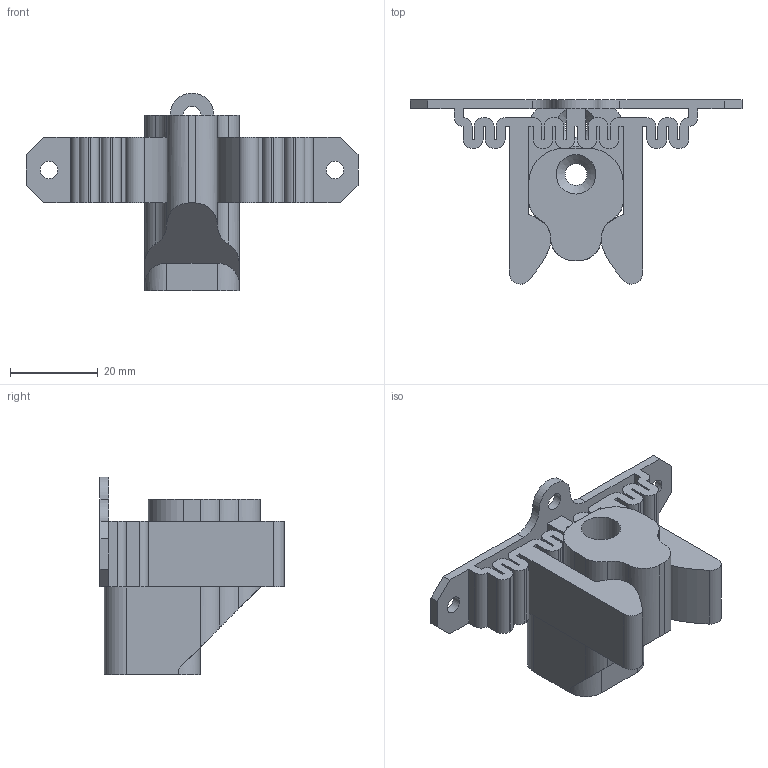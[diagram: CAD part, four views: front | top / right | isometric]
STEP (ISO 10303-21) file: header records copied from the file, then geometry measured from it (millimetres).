
FILE_DESCRIPTION(/* description */ (''),/* implementation_level */ '2;1');
FILE_NAME(/* name */ 'latch v8.step',/* time_stamp */ '2024-09-19T13:57:13-06:00',/* author */ (''),/* organization */ (''),/* preprocessor_version */ 'ST-DEVELOPER v20',/* originating_system */ 'Autodesk Translation Framework v13.14.0.145',/* authorisation */ '');
FILE_SCHEMA (('AUTOMOTIVE_DESIGN { 1 0 10303 214 3 1 1 }'));
Length unit declared in the file: millimetre
Products named in the file (1): latch
Bounding box: 75.5 x 41.87 x 45 mm (x, y, z)
Volume: 28989.3 mm3; surface area: 15579 mm2
Topology: 2 solids, 2 shells, 155 faces, 458 edges, 304 vertices
Faces by surface type: plane 95, cylinder 56, bspline 2, cone 2
Full cylindrical faces by diameter (mm): 4 x3, 5 x2, 9 x2
Entity records: 5331 total; most frequent: CARTESIAN_POINT 1032, ORIENTED_EDGE 916, DIRECTION 879, EDGE_CURVE 458, LINE 337, VECTOR 337, VERTEX_POINT 304, AXIS2_PLACEMENT_3D 271
